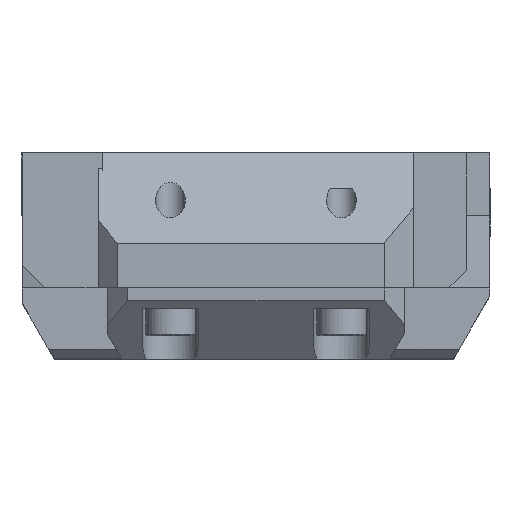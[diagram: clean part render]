
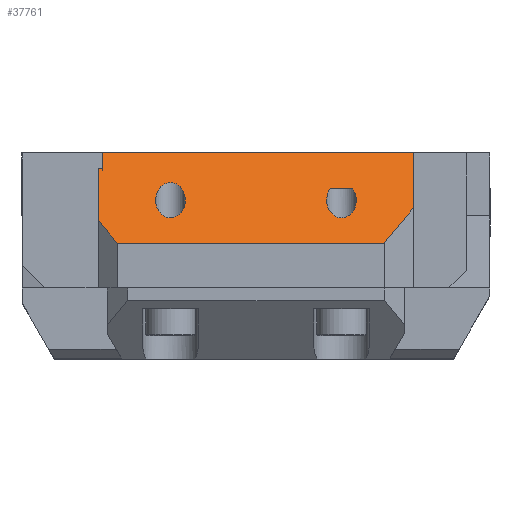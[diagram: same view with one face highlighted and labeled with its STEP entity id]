
A CAD part, front view. The second image highlights one B-rep face of the part: STEP entity #37761.
In plain terms, the highlighted face is planar.
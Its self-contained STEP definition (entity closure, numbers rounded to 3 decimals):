
#138 = CARTESIAN_POINT ( 'NONE',  ( -1.085, -15., 10.021 ) ) ;
#141 = CARTESIAN_POINT ( 'NONE',  ( -10.3, -12.65, 7.22 ) ) ;
#1007 = CARTESIAN_POINT ( 'NONE',  ( -27.271, -9.948, 4. ) ) ;
#3180 = PLANE ( 'NONE',  #8783 ) ;
#3636 = CARTESIAN_POINT ( 'NONE',  ( -7., -9.35, 3.288 ) ) ;
#4242 = ORIENTED_EDGE ( 'NONE', *, *, #20686, .T. ) ;
#4352 = CARTESIAN_POINT ( 'NONE',  ( -27.65, -14.3, 9.187 ) ) ;
#4431 = CARTESIAN_POINT ( 'NONE',  ( -34., -8., 1.679 ) ) ;
#5091 = VECTOR ( 'NONE', #39310, 1000. ) ;
#5105 = ORIENTED_EDGE ( 'NONE', *, *, #15663, .F. ) ;
#5149 = VERTEX_POINT ( 'NONE', #138 ) ;
#5266 = VERTEX_POINT ( 'NONE', #18936 ) ;
#5303 = CARTESIAN_POINT ( 'NONE',  ( 0., -6.591, 0. ) ) ;
#5488 = ORIENTED_EDGE ( 'NONE', *, *, #29202, .T. ) ;
#5971 = VERTEX_POINT ( 'NONE', #35595 ) ;
#6165 = VERTEX_POINT ( 'NONE', #29773 ) ;
#6568 = CARTESIAN_POINT ( 'NONE',  ( -24.35, -10.612, 4.791 ) ) ;
#6678 = DIRECTION ( 'NONE',  ( 1., 0., 0. ) ) ;
#7013 = EDGE_CURVE ( 'NONE', #5971, #6165, #14644, .T. ) ;
#7359 = CARTESIAN_POINT ( 'NONE',  ( -3.7, -12.65, 7.22 ) ) ;
#7806 = VECTOR ( 'NONE', #40642, 1000. ) ;
#7816 = ORIENTED_EDGE ( 'NONE', *, *, #42430, .F. ) ;
#7896 = EDGE_CURVE ( 'NONE', #32790, #18689, #25894, .T. ) ;
#8255 = CARTESIAN_POINT ( 'NONE',  ( -30.757, -14.957, 9.97 ) ) ;
#8512 = ORIENTED_EDGE ( 'NONE', *, *, #12432, .F. ) ;
#8783 = AXIS2_PLACEMENT_3D ( 'NONE', #41558, #35254, #6678 ) ;
#10371 = CARTESIAN_POINT ( 'NONE',  ( -3.7, -9.35, 3.288 ) ) ;
#10938 = EDGE_CURVE ( 'NONE', #30504, #43799, #35468, .T. ) ;
#11040 = DIRECTION ( 'NONE',  ( 0.541, 0.541, -0.644 ) ) ;
#11463 = CARTESIAN_POINT ( 'NONE',  ( -27.518, -10.247, 4.356 ) ) ;
#11504 = ORIENTED_EDGE ( 'NONE', *, *, #7013, .F. ) ;
#11838 = EDGE_CURVE ( 'NONE', #6165, #19488, #29796, .T. ) ;
#12314 = EDGE_LOOP ( 'NONE', ( #4242 ) ) ;
#12432 = EDGE_CURVE ( 'NONE', #5266, #39938, #30880, .T. ) ;
#13669 =( BOUNDED_CURVE ( )  B_SPLINE_CURVE ( 3, ( #37485, #23758, #6568, #45604 ),
 .UNSPECIFIED., .F., .T. ) 
 B_SPLINE_CURVE_WITH_KNOTS ( ( 4, 4 ),
 ( 4.021, 4.712 ),
 .UNSPECIFIED. ) 
 CURVE ( )  GEOMETRIC_REPRESENTATION_ITEM ( )  RATIONAL_B_SPLINE_CURVE ( ( 1., 0.961, 0.961, 1. ) ) 
 REPRESENTATION_ITEM ( '' )  );
#13853 = FACE_OUTER_BOUND ( 'NONE', #23179, .T. ) ;
#14300 = ORIENTED_EDGE ( 'NONE', *, *, #17179, .F. ) ;
#14644 = LINE ( 'NONE', #4431, #5091 ) ;
#15122 = VECTOR ( 'NONE', #21769, 1000. ) ;
#15291 = LINE ( 'NONE', #5303, #7806 ) ;
#15321 = LINE ( 'NONE', #29053, #31123 ) ;
#15540 = VECTOR ( 'NONE', #38448, 1000. ) ;
#15557 = DIRECTION ( 'NONE',  ( 0.541, -0.541, 0.644 ) ) ;
#15663 = EDGE_CURVE ( 'NONE', #30369, #32790, #15321, .T. ) ;
#16895 = ORIENTED_EDGE ( 'NONE', *, *, #27393, .F. ) ;
#17126 = FACE_BOUND ( 'NONE', #12314, .T. ) ;
#17179 = EDGE_CURVE ( 'NONE', #28521, #5971, #39316, .T. ) ;
#17278 = DIRECTION ( 'NONE',  ( 1., 0., 0. ) ) ;
#17501 = VERTEX_POINT ( 'NONE', #41540 ) ;
#18689 = VERTEX_POINT ( 'NONE', #25711 ) ;
#18936 = CARTESIAN_POINT ( 'NONE',  ( -27.271, -9.948, 4. ) ) ;
#19488 = VERTEX_POINT ( 'NONE', #30864 ) ;
#19698 = CARTESIAN_POINT ( 'NONE',  ( -24.35, -11., 5.254 ) ) ;
#20305 = CARTESIAN_POINT ( 'NONE',  ( -37., -15., 10.021 ) ) ;
#20686 = EDGE_CURVE ( 'NONE', #25944, #25944, #32299, .T. ) ;
#21745 = CARTESIAN_POINT ( 'NONE',  ( -10.3, -9.35, 3.288 ) ) ;
#21769 = DIRECTION ( 'NONE',  ( 0., -0.643, 0.766 ) ) ;
#21880 = VECTOR ( 'NONE', #11040, 1000. ) ;
#21989 = CARTESIAN_POINT ( 'NONE',  ( -24.35, -11., 5.254 ) ) ;
#22401 = EDGE_CURVE ( 'NONE', #43799, #5266, #31945, .T. ) ;
#23179 = EDGE_LOOP ( 'NONE', ( #44926, #45742, #41410, #5105, #16895, #5488, #24049, #11504, #14300 ) ) ;
#23458 = VECTOR ( 'NONE', #23653, 1000. ) ;
#23653 = DIRECTION ( 'NONE',  ( 1., 0., 0. ) ) ;
#23758 = CARTESIAN_POINT ( 'NONE',  ( -24.482, -10.247, 4.356 ) ) ;
#24049 = ORIENTED_EDGE ( 'NONE', *, *, #11838, .F. ) ;
#25711 = CARTESIAN_POINT ( 'NONE',  ( -30.8, -15., 10.021 ) ) ;
#25894 = LINE ( 'NONE', #8255, #15540 ) ;
#25944 = VERTEX_POINT ( 'NONE', #43873 ) ;
#26520 = EDGE_LOOP ( 'NONE', ( #7816, #8512, #26919, #38082 ) ) ;
#26919 = ORIENTED_EDGE ( 'NONE', *, *, #22401, .F. ) ;
#27393 = EDGE_CURVE ( 'NONE', #17501, #30369, #35746, .T. ) ;
#27804 = FACE_BOUND ( 'NONE', #26520, .T. ) ;
#28426 = CARTESIAN_POINT ( 'NONE',  ( -30.757, -14.957, 9.97 ) ) ;
#28521 = VERTEX_POINT ( 'NONE', #38164 ) ;
#28990 = CARTESIAN_POINT ( 'NONE',  ( -34., -5.872, -0.858 ) ) ;
#29053 = CARTESIAN_POINT ( 'NONE',  ( -34., -11.715, 6.106 ) ) ;
#29202 = EDGE_CURVE ( 'NONE', #17501, #19488, #15291, .T. ) ;
#29773 = CARTESIAN_POINT ( 'NONE',  ( 0.5, -8., 1.679 ) ) ;
#29796 = LINE ( 'NONE', #36546, #33105 ) ;
#30141 = VECTOR ( 'NONE', #43026, 1000. ) ;
#30173 = CARTESIAN_POINT ( 'NONE',  ( -34., -11.715, 6.106 ) ) ;
#30369 = VERTEX_POINT ( 'NONE', #30173 ) ;
#30504 = VERTEX_POINT ( 'NONE', #19698 ) ;
#30759 = EDGE_CURVE ( 'NONE', #18689, #5149, #44734, .T. ) ;
#30864 = CARTESIAN_POINT ( 'NONE',  ( 0.5, -6.591, 0. ) ) ;
#30880 = LINE ( 'NONE', #44825, #23458 ) ;
#31123 = VECTOR ( 'NONE', #15557, 1000. ) ;
#31945 =( BOUNDED_CURVE ( )  B_SPLINE_CURVE ( 3, ( #36798, #32643, #11463, #1007 ),
 .UNSPECIFIED., .F., .T. ) 
 B_SPLINE_CURVE_WITH_KNOTS ( ( 4, 4 ),
 ( 1.571, 2.262 ),
 .UNSPECIFIED. ) 
 CURVE ( )  GEOMETRIC_REPRESENTATION_ITEM ( )  RATIONAL_B_SPLINE_CURVE ( ( 1., 0.961, 0.961, 1. ) ) 
 REPRESENTATION_ITEM ( '' )  );
#32299 =( BOUNDED_CURVE ( )  B_SPLINE_CURVE ( 3, ( #42229, #7359, #10371, #3636, #21745, #141, #45938 ),
 .UNSPECIFIED., .T., .T. ) 
 B_SPLINE_CURVE_WITH_KNOTS ( ( 4, 3, 4 ),
 ( 0., 3.142, 6.283 ),
 .UNSPECIFIED. ) 
 CURVE ( )  GEOMETRIC_REPRESENTATION_ITEM ( )  RATIONAL_B_SPLINE_CURVE ( ( 1., 0.333, 0.333, 1., 0.333, 0.333, 1. ) ) 
 REPRESENTATION_ITEM ( '' )  );
#32520 = EDGE_CURVE ( 'NONE', #5149, #28521, #40113, .T. ) ;
#32643 = CARTESIAN_POINT ( 'NONE',  ( -27.65, -10.612, 4.791 ) ) ;
#32714 = CARTESIAN_POINT ( 'NONE',  ( -27.65, -11., 5.254 ) ) ;
#32790 = VERTEX_POINT ( 'NONE', #28426 ) ;
#33105 = VECTOR ( 'NONE', #40491, 1000. ) ;
#33248 = CARTESIAN_POINT ( 'NONE',  ( -24.729, -9.948, 4. ) ) ;
#35043 = CARTESIAN_POINT ( 'NONE',  ( -27.65, -11., 5.254 ) ) ;
#35254 = DIRECTION ( 'NONE',  ( 0., 0.766, 0.643 ) ) ;
#35468 =( BOUNDED_CURVE ( )  B_SPLINE_CURVE ( 3, ( #21989, #36196, #4352, #32714 ),
 .UNSPECIFIED., .F., .T. ) 
 B_SPLINE_CURVE_WITH_KNOTS ( ( 4, 4 ),
 ( 4.712, 7.854 ),
 .UNSPECIFIED. ) 
 CURVE ( )  GEOMETRIC_REPRESENTATION_ITEM ( )  RATIONAL_B_SPLINE_CURVE ( ( 1., 0.333, 0.333, 1. ) ) 
 REPRESENTATION_ITEM ( '' )  );
#35595 = CARTESIAN_POINT ( 'NONE',  ( 1., -8., 1.679 ) ) ;
#35746 = LINE ( 'NONE', #28990, #15122 ) ;
#36196 = CARTESIAN_POINT ( 'NONE',  ( -24.35, -14.3, 9.187 ) ) ;
#36546 = CARTESIAN_POINT ( 'NONE',  ( 0.5, -5.872, -0.858 ) ) ;
#36798 = CARTESIAN_POINT ( 'NONE',  ( -27.65, -11., 5.254 ) ) ;
#37485 = CARTESIAN_POINT ( 'NONE',  ( -24.729, -9.948, 4. ) ) ;
#37761 = ADVANCED_FACE ( 'NONE', ( #17126, #13853, #27804 ), #3180, .F. ) ;
#38082 = ORIENTED_EDGE ( 'NONE', *, *, #10938, .F. ) ;
#38164 = CARTESIAN_POINT ( 'NONE',  ( 1., -12.915, 7.536 ) ) ;
#38448 = DIRECTION ( 'NONE',  ( -0.541, -0.541, 0.644 ) ) ;
#39310 = DIRECTION ( 'NONE',  ( -1., 0., 0. ) ) ;
#39316 = LINE ( 'NONE', #42330, #30141 ) ;
#39938 = VERTEX_POINT ( 'NONE', #33248 ) ;
#40113 = LINE ( 'NONE', #42902, #21880 ) ;
#40491 = DIRECTION ( 'NONE',  ( 0., 0.643, -0.766 ) ) ;
#40642 = DIRECTION ( 'NONE',  ( 1., 0., 0. ) ) ;
#41194 = VECTOR ( 'NONE', #17278, 1000. ) ;
#41410 = ORIENTED_EDGE ( 'NONE', *, *, #7896, .F. ) ;
#41540 = CARTESIAN_POINT ( 'NONE',  ( -34., -6.591, 0. ) ) ;
#41558 = CARTESIAN_POINT ( 'NONE',  ( -37., -5.872, -0.858 ) ) ;
#42229 = CARTESIAN_POINT ( 'NONE',  ( -7., -12.65, 7.22 ) ) ;
#42330 = CARTESIAN_POINT ( 'NONE',  ( 1., -5.872, -0.858 ) ) ;
#42430 = EDGE_CURVE ( 'NONE', #39938, #30504, #13669, .T. ) ;
#42902 = CARTESIAN_POINT ( 'NONE',  ( -1.085, -15., 10.021 ) ) ;
#43026 = DIRECTION ( 'NONE',  ( 0., 0.643, -0.766 ) ) ;
#43799 = VERTEX_POINT ( 'NONE', #35043 ) ;
#43873 = CARTESIAN_POINT ( 'NONE',  ( -7., -12.65, 7.22 ) ) ;
#44734 = LINE ( 'NONE', #20305, #41194 ) ;
#44825 = CARTESIAN_POINT ( 'NONE',  ( -37., -9.948, 4. ) ) ;
#44926 = ORIENTED_EDGE ( 'NONE', *, *, #32520, .F. ) ;
#45604 = CARTESIAN_POINT ( 'NONE',  ( -24.35, -11., 5.254 ) ) ;
#45742 = ORIENTED_EDGE ( 'NONE', *, *, #30759, .F. ) ;
#45938 = CARTESIAN_POINT ( 'NONE',  ( -7., -12.65, 7.22 ) ) ;
